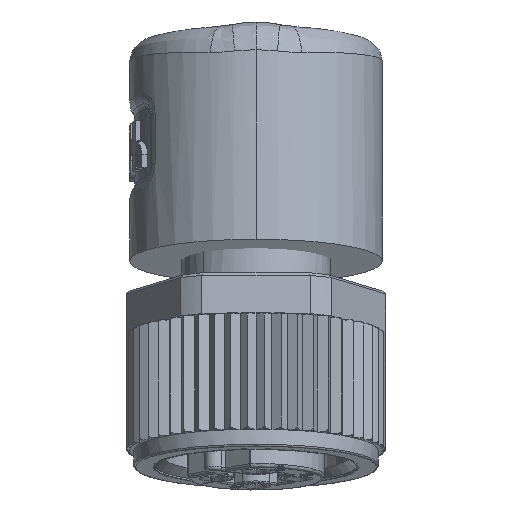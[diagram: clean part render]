
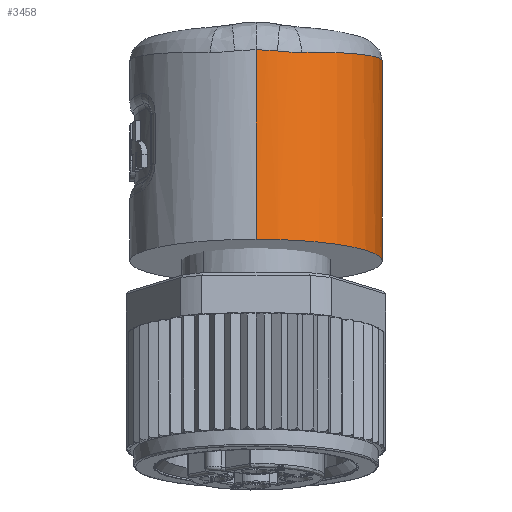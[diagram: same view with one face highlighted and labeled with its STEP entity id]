
A CAD part, front view. The second image highlights one B-rep face of the part: STEP entity #3458.
In plain terms, the highlighted cylindrical face has radius 7.5 mm (diameter 15 mm), a partial arc.
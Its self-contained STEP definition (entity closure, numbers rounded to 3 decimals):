
#3458=ADVANCED_FACE('',(#6940),#6941,.T.);
#6940=FACE_OUTER_BOUND('',#18285,.T.);
#6941=CYLINDRICAL_SURFACE('',#18286,7.5);
#18285=EDGE_LOOP('',(#29672,#29673,#29674,#29675,#29676,#29677,#29678,#29679,#29680,#29681,#29682));
#18286=AXIS2_PLACEMENT_3D('',#29683,#29684,#29685);
#29672=ORIENTED_EDGE('',*,*,#33810,.F.);
#29673=ORIENTED_EDGE('',*,*,#33814,.F.);
#29674=ORIENTED_EDGE('',*,*,#33951,.F.);
#29675=ORIENTED_EDGE('',*,*,#33952,.F.);
#29676=ORIENTED_EDGE('',*,*,#33953,.F.);
#29677=ORIENTED_EDGE('',*,*,#33816,.F.);
#29678=ORIENTED_EDGE('',*,*,#33806,.F.);
#29679=ORIENTED_EDGE('',*,*,#33954,.F.);
#29680=ORIENTED_EDGE('',*,*,#33861,.T.);
#29681=ORIENTED_EDGE('',*,*,#33955,.T.);
#29682=ORIENTED_EDGE('',*,*,#33803,.F.);
#29683=CARTESIAN_POINT('',(0.0,6.646,-7.682));
#29684=DIRECTION('',(0.0,-0.174,-0.985));
#29685=DIRECTION('',(0.0,-0.985,0.174));
#33803=EDGE_CURVE('',#39443,#39439,#39445,.T.);
#33806=EDGE_CURVE('',#39447,#39449,#39450,.T.);
#33810=EDGE_CURVE('',#39453,#39443,#39455,.T.);
#33814=EDGE_CURVE('',#39459,#39453,#39461,.T.);
#33816=EDGE_CURVE('',#39449,#39463,#39464,.T.);
#33861=EDGE_CURVE('',#39524,#39523,#39526,.T.);
#33951=EDGE_CURVE('',#39652,#39459,#39653,.T.);
#33952=EDGE_CURVE('',#39654,#39652,#39655,.T.);
#33953=EDGE_CURVE('',#39463,#39654,#39656,.T.);
#33954=EDGE_CURVE('',#39524,#39447,#39657,.T.);
#33955=EDGE_CURVE('',#39523,#39439,#39658,.T.);
#39439=VERTEX_POINT('',#50968);
#39443=VERTEX_POINT('',#50996);
#39445=B_SPLINE_CURVE_WITH_KNOTS('',3,(#51002,#51003,#51004,#51005,#51006,#51007,#51008,#51009,#51010,#51011,#51012,#51013,#51014,#51015,#51016,#51017,#51018,#51019,#51020,#51021,#51022,#51023),.UNSPECIFIED.,.F.,.F.,(4,1,1,1,1,1,1,1,1,1,1,1,1,1,1,1,1,1,1,4),(0.0,0.053,0.105,0.158,0.211,0.263,0.316,0.368,0.421,0.474,0.526,0.579,0.632,0.684,0.737,0.789,0.842,0.895,0.947,1.0),.UNSPECIFIED.);
#39447=VERTEX_POINT('',#51025);
#39449=VERTEX_POINT('',#51033);
#39450=B_SPLINE_CURVE_WITH_KNOTS('',3,(#51034,#51035,#51036,#51037,#51038,#51039,#51040,#51041),.UNSPECIFIED.,.F.,.F.,(4,1,1,1,1,4),(0.0,0.203,0.406,0.606,0.804,1.0),.UNSPECIFIED.);
#39453=VERTEX_POINT('',#51050);
#39455=B_SPLINE_CURVE_WITH_KNOTS('',3,(#51055,#51056,#51057,#51058,#51059,#51060),.UNSPECIFIED.,.F.,.F.,(4,1,1,4),(0.0,0.333,0.667,1.0),.UNSPECIFIED.);
#39459=VERTEX_POINT('',#51069);
#39461=B_SPLINE_CURVE_WITH_KNOTS('',3,(#51074,#51075,#51076,#51077,#51078,#51079),.UNSPECIFIED.,.F.,.F.,(4,1,1,4),(0.0,0.333,0.667,1.0),.UNSPECIFIED.);
#39463=VERTEX_POINT('',#51081);
#39464=B_SPLINE_CURVE_WITH_KNOTS('',3,(#51082,#51083,#51084,#51085,#51086,#51087),.UNSPECIFIED.,.F.,.F.,(4,1,1,4),(0.0,0.333,0.667,1.0),.UNSPECIFIED.);
#39523=VERTEX_POINT('',#51276);
#39524=VERTEX_POINT('',#51277);
#39526=CIRCLE('',#51279,7.5);
#39652=VERTEX_POINT('',#51990);
#39653=B_SPLINE_CURVE_WITH_KNOTS('',3,(#51991,#51992,#51993,#51994,#51995,#51996),.UNSPECIFIED.,.F.,.F.,(4,1,1,4),(0.0,0.333,0.667,1.0),.UNSPECIFIED.);
#39654=VERTEX_POINT('',#51997);
#39655=B_SPLINE_CURVE_WITH_KNOTS('',3,(#51998,#51999,#52000,#52001,#52002,#52003),.UNSPECIFIED.,.F.,.F.,(4,1,1,4),(0.0,0.333,0.667,1.0),.UNSPECIFIED.);
#39656=B_SPLINE_CURVE_WITH_KNOTS('',3,(#52004,#52005,#52006,#52007,#52008,#52009,#52010,#52011,#52012,#52013,#52014,#52015,#52016,#52017,#52018),.UNSPECIFIED.,.F.,.F.,(4,1,1,1,1,1,1,1,1,1,1,1,4),(0.0,0.083,0.167,0.25,0.333,0.417,0.5,0.583,0.667,0.75,0.833,0.917,1.0),.UNSPECIFIED.);
#39657=LINE('',#52019,#52020);
#39658=LINE('',#52021,#52022);
#50968=CARTESIAN_POINT('',(0.,14.348,-7.187));
#50996=CARTESIAN_POINT('',(6.536,11.568,-0.949));
#51002=CARTESIAN_POINT('',(6.536,11.568,-0.949));
#51003=CARTESIAN_POINT('',(6.52,11.574,-1.077));
#51004=CARTESIAN_POINT('',(6.481,11.598,-1.342));
#51005=CARTESIAN_POINT('',(6.394,11.67,-1.769));
#51006=CARTESIAN_POINT('',(6.273,11.784,-2.227));
#51007=CARTESIAN_POINT('',(6.109,11.942,-2.719));
#51008=CARTESIAN_POINT('',(5.893,12.145,-3.24));
#51009=CARTESIAN_POINT('',(5.622,12.382,-3.772));
#51010=CARTESIAN_POINT('',(5.296,12.642,-4.298));
#51011=CARTESIAN_POINT('',(4.928,12.904,-4.791));
#51012=CARTESIAN_POINT('',(4.528,13.155,-5.239));
#51013=CARTESIAN_POINT('',(4.105,13.387,-5.637));
#51014=CARTESIAN_POINT('',(3.667,13.595,-5.984));
#51015=CARTESIAN_POINT('',(3.219,13.777,-6.282));
#51016=CARTESIAN_POINT('',(2.764,13.934,-6.534));
#51017=CARTESIAN_POINT('',(2.305,14.064,-6.741));
#51018=CARTESIAN_POINT('',(1.844,14.169,-6.907));
#51019=CARTESIAN_POINT('',(1.381,14.25,-7.034));
#51020=CARTESIAN_POINT('',(0.918,14.307,-7.123));
#51021=CARTESIAN_POINT('',(0.457,14.341,-7.175));
#51022=CARTESIAN_POINT('',(0.152,14.348,-7.187));
#51023=CARTESIAN_POINT('',(0.,14.348,-7.187));
#51025=CARTESIAN_POINT('',(0.,1.239,4.847));
#51033=CARTESIAN_POINT('',(1.266,1.337,4.784));
#51034=CARTESIAN_POINT('',(0.,1.239,4.847));
#51035=CARTESIAN_POINT('',(0.086,1.239,4.847));
#51036=CARTESIAN_POINT('',(0.259,1.242,4.846));
#51037=CARTESIAN_POINT('',(0.516,1.254,4.839));
#51038=CARTESIAN_POINT('',(0.769,1.274,4.828));
#51039=CARTESIAN_POINT('',(1.019,1.302,4.81));
#51040=CARTESIAN_POINT('',(1.184,1.325,4.794));
#51041=CARTESIAN_POINT('',(1.266,1.337,4.784));
#51050=CARTESIAN_POINT('',(6.569,11.604,-0.401));
#51055=CARTESIAN_POINT('',(6.569,11.604,-0.401));
#51056=CARTESIAN_POINT('',(6.569,11.594,-0.458));
#51057=CARTESIAN_POINT('',(6.568,11.576,-0.576));
#51058=CARTESIAN_POINT('',(6.557,11.563,-0.758));
#51059=CARTESIAN_POINT('',(6.544,11.565,-0.885));
#51060=CARTESIAN_POINT('',(6.536,11.568,-0.949));
#51069=CARTESIAN_POINT('',(6.561,11.795,0.599));
#51074=CARTESIAN_POINT('',(6.561,11.795,0.599));
#51075=CARTESIAN_POINT('',(6.562,11.774,0.488));
#51076=CARTESIAN_POINT('',(6.564,11.732,0.266));
#51077=CARTESIAN_POINT('',(6.567,11.667,-0.067));
#51078=CARTESIAN_POINT('',(6.568,11.625,-0.29));
#51079=CARTESIAN_POINT('',(6.569,11.604,-0.401));
#51081=CARTESIAN_POINT('',(2.72,1.732,4.701));
#51082=CARTESIAN_POINT('',(1.266,1.337,4.784));
#51083=CARTESIAN_POINT('',(1.44,1.364,4.765));
#51084=CARTESIAN_POINT('',(1.781,1.43,4.731));
#51085=CARTESIAN_POINT('',(2.267,1.564,4.702));
#51086=CARTESIAN_POINT('',(2.572,1.673,4.699));
#51087=CARTESIAN_POINT('',(2.72,1.732,4.701));
#51276=CARTESIAN_POINT('',(0.,14.032,-8.984));
#51277=CARTESIAN_POINT('',(0.0,-0.741,-6.379));
#51279=AXIS2_PLACEMENT_3D('',#57927,#57928,#57929);
#51990=CARTESIAN_POINT('',(6.507,12.012,1.274));
#51991=CARTESIAN_POINT('',(6.507,12.012,1.274));
#51992=CARTESIAN_POINT('',(6.519,11.977,1.194));
#51993=CARTESIAN_POINT('',(6.539,11.913,1.038));
#51994=CARTESIAN_POINT('',(6.556,11.841,0.812));
#51995=CARTESIAN_POINT('',(6.561,11.808,0.669));
#51996=CARTESIAN_POINT('',(6.561,11.795,0.599));
#51997=CARTESIAN_POINT('',(5.818,13.425,3.511));
#51998=CARTESIAN_POINT('',(5.818,13.425,3.511));
#51999=CARTESIAN_POINT('',(5.945,13.22,3.248));
#52000=CARTESIAN_POINT('',(6.158,12.838,2.731));
#52001=CARTESIAN_POINT('',(6.378,12.363,1.986));
#52002=CARTESIAN_POINT('',(6.471,12.117,1.509));
#52003=CARTESIAN_POINT('',(6.507,12.012,1.274));
#52004=CARTESIAN_POINT('',(2.72,1.732,4.701));
#52005=CARTESIAN_POINT('',(3.086,1.877,4.707));
#52006=CARTESIAN_POINT('',(3.796,2.226,4.71));
#52007=CARTESIAN_POINT('',(4.763,2.904,4.689));
#52008=CARTESIAN_POINT('',(5.613,3.722,4.644));
#52009=CARTESIAN_POINT('',(6.321,4.651,4.577));
#52010=CARTESIAN_POINT('',(6.89,5.702,4.488));
#52011=CARTESIAN_POINT('',(7.282,6.819,4.381));
#52012=CARTESIAN_POINT('',(7.492,7.984,4.257));
#52013=CARTESIAN_POINT('',(7.52,9.138,4.124));
#52014=CARTESIAN_POINT('',(7.361,10.32,3.976));
#52015=CARTESIAN_POINT('',(7.019,11.445,3.823));
#52016=CARTESIAN_POINT('',(6.508,12.494,3.667));
#52017=CARTESIAN_POINT('',(6.063,13.128,3.563));
#52018=CARTESIAN_POINT('',(5.818,13.425,3.511));
#52019=CARTESIAN_POINT('',(0.0,-0.741,-6.379));
#52020=VECTOR('',#57949,11.4);
#52021=CARTESIAN_POINT('',(0.,14.032,-8.984));
#52022=VECTOR('',#57950,1.825);
#57927=CARTESIAN_POINT('',(0.0,6.646,-7.682));
#57928=DIRECTION('',(0.0,0.174,0.985));
#57929=DIRECTION('',(0.0,-0.985,0.174));
#57949=DIRECTION('',(0.,0.174,0.985));
#57950=DIRECTION('',(0.,0.174,0.985));
